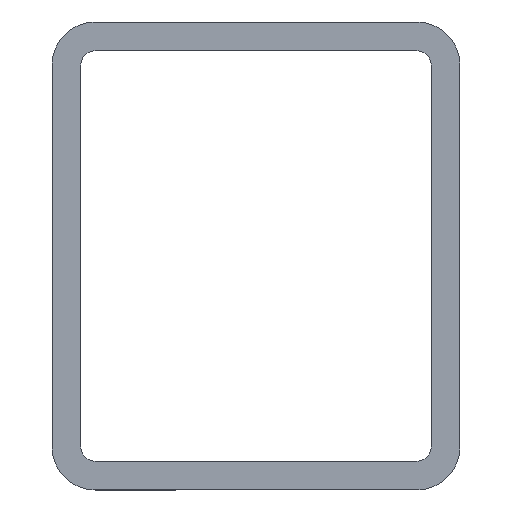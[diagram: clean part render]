
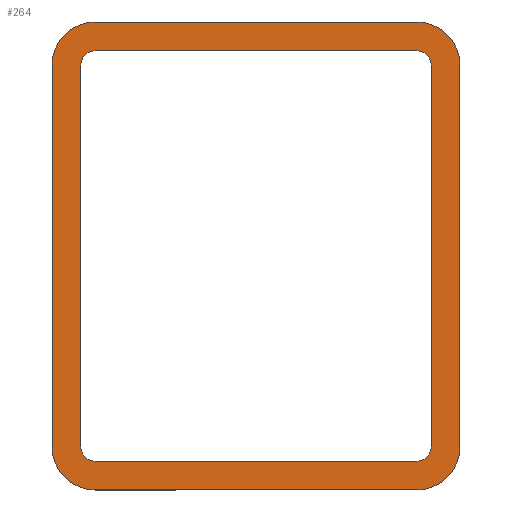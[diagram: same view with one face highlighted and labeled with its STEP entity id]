
A CAD part, top view. The second image highlights one B-rep face of the part: STEP entity #264.
In plain terms, the highlighted planar face has unit normal (0, 0, 1).
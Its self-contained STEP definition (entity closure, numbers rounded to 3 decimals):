
#1 = EDGE_CURVE ( 'NONE', #546, #555, #67, .T. ) ;
#4 = ORIENTED_EDGE ( 'NONE', *, *, #625, .F. ) ;
#8 = VECTOR ( 'NONE', #71, 1000. ) ;
#12 = VECTOR ( 'NONE', #637, 1000. ) ;
#16 = VERTEX_POINT ( 'NONE', #63 ) ;
#20 = VECTOR ( 'NONE', #140, 1000. ) ;
#25 = ORIENTED_EDGE ( 'NONE', *, *, #1, .F. ) ;
#28 = EDGE_CURVE ( 'NONE', #62, #58, #587, .T. ) ;
#31 = CARTESIAN_POINT ( 'NONE',  ( -67., 245., 2. ) ) ;
#32 = CARTESIAN_POINT ( 'NONE',  ( 73., 68., 2. ) ) ;
#37 = AXIS2_PLACEMENT_3D ( 'NONE', #135, #227, #524 ) ;
#40 = FACE_BOUND ( 'NONE', #200, .T. ) ;
#42 = VECTOR ( 'NONE', #112, 1000. ) ;
#43 = ORIENTED_EDGE ( 'NONE', *, *, #28, .F. ) ;
#44 = CARTESIAN_POINT ( 'NONE',  ( -67., 50., 2. ) ) ;
#48 = VECTOR ( 'NONE', #183, 1000. ) ;
#49 = DIRECTION ( 'NONE',  ( 0., 0., 1. ) ) ;
#54 = DIRECTION ( 'NONE',  ( 0., 1., 0. ) ) ;
#58 = VERTEX_POINT ( 'NONE', #129 ) ;
#62 = VERTEX_POINT ( 'NONE', #238 ) ;
#63 = CARTESIAN_POINT ( 'NONE',  ( 67., 233., 2. ) ) ;
#67 = LINE ( 'NONE', #562, #283 ) ;
#68 = VERTEX_POINT ( 'NONE', #31 ) ;
#71 = DIRECTION ( 'NONE',  ( -1., 0., 0. ) ) ;
#74 = LINE ( 'NONE', #44, #20 ) ;
#75 = EDGE_CURVE ( 'NONE', #16, #429, #620, .T. ) ;
#93 = CARTESIAN_POINT ( 'NONE',  ( 67., 227., 2. ) ) ;
#99 = EDGE_CURVE ( 'NONE', #429, #144, #292, .T. ) ;
#105 = CARTESIAN_POINT ( 'NONE',  ( -67., 227., 2. ) ) ;
#106 = AXIS2_PLACEMENT_3D ( 'NONE', #344, #640, #146 ) ;
#112 = DIRECTION ( 'NONE',  ( 0., -1., 0. ) ) ;
#115 = LINE ( 'NONE', #592, #141 ) ;
#117 = VERTEX_POINT ( 'NONE', #599 ) ;
#118 = ORIENTED_EDGE ( 'NONE', *, *, #537, .F. ) ;
#119 = DIRECTION ( 'NONE',  ( 0., 0., 1. ) ) ;
#121 = EDGE_CURVE ( 'NONE', #368, #164, #233, .T. ) ;
#122 = CIRCLE ( 'NONE', #578, 6. ) ;
#123 = DIRECTION ( 'NONE',  ( -1., 0., 0. ) ) ;
#129 = CARTESIAN_POINT ( 'NONE',  ( 67., 62., 2. ) ) ;
#135 = CARTESIAN_POINT ( 'NONE',  ( 67., 68., 2. ) ) ;
#140 = DIRECTION ( 'NONE',  ( 1., 0., 0. ) ) ;
#141 = VECTOR ( 'NONE', #506, 1000. ) ;
#144 = VERTEX_POINT ( 'NONE', #155 ) ;
#146 = DIRECTION ( 'NONE',  ( 1., 0., 0. ) ) ;
#148 = LINE ( 'NONE', #618, #8 ) ;
#154 = DIRECTION ( 'NONE',  ( -1., 0., 0. ) ) ;
#155 = CARTESIAN_POINT ( 'NONE',  ( -73., 227., 2. ) ) ;
#164 = VERTEX_POINT ( 'NONE', #459 ) ;
#166 = EDGE_CURVE ( 'NONE', #447, #518, #325, .T. ) ;
#176 = AXIS2_PLACEMENT_3D ( 'NONE', #482, #190, #534 ) ;
#183 = DIRECTION ( 'NONE',  ( 1., 0., 0. ) ) ;
#184 = CARTESIAN_POINT ( 'NONE',  ( -85., 227., 2. ) ) ;
#190 = DIRECTION ( 'NONE',  ( 0., 0., 1. ) ) ;
#197 = EDGE_CURVE ( 'NONE', #68, #469, #255, .T. ) ;
#199 = ORIENTED_EDGE ( 'NONE', *, *, #99, .F. ) ;
#200 = EDGE_LOOP ( 'NONE', ( #4, #293, #199, #611, #118, #25, #502, #43 ) ) ;
#203 = PLANE ( 'NONE',  #235 ) ;
#215 = AXIS2_PLACEMENT_3D ( 'NONE', #316, #119, #455 ) ;
#227 = DIRECTION ( 'NONE',  ( 0., 0., 1. ) ) ;
#229 = CARTESIAN_POINT ( 'NONE',  ( 67., 245., 2. ) ) ;
#233 = CIRCLE ( 'NONE', #215, 18. ) ;
#234 = EDGE_LOOP ( 'NONE', ( #497, #457, #270, #589, #319, #401, #576, #431 ) ) ;
#235 = AXIS2_PLACEMENT_3D ( 'NONE', #405, #249, #551 ) ;
#238 = CARTESIAN_POINT ( 'NONE',  ( -67., 62., 2. ) ) ;
#244 = CARTESIAN_POINT ( 'NONE',  ( -85., 227., 2. ) ) ;
#249 = DIRECTION ( 'NONE',  ( 0., 0., -1. ) ) ;
#251 = CARTESIAN_POINT ( 'NONE',  ( 85., 68., 2. ) ) ;
#255 = CIRCLE ( 'NONE', #176, 18. ) ;
#264 = ADVANCED_FACE ( 'NONE', ( #476, #40 ), #203, .F. ) ;
#270 = ORIENTED_EDGE ( 'NONE', *, *, #585, .T. ) ;
#273 = DIRECTION ( 'NONE',  ( 0., 1., 0. ) ) ;
#283 = VECTOR ( 'NONE', #273, 1000. ) ;
#288 = DIRECTION ( 'NONE',  ( 1., 0., 0. ) ) ;
#292 = CIRCLE ( 'NONE', #549, 6. ) ;
#293 = ORIENTED_EDGE ( 'NONE', *, *, #644, .F. ) ;
#312 = EDGE_CURVE ( 'NONE', #58, #546, #122, .T. ) ;
#316 = CARTESIAN_POINT ( 'NONE',  ( -67., 68., 2. ) ) ;
#319 = ORIENTED_EDGE ( 'NONE', *, *, #197, .T. ) ;
#324 = CIRCLE ( 'NONE', #106, 18. ) ;
#325 = CIRCLE ( 'NONE', #37, 18. ) ;
#333 = EDGE_CURVE ( 'NONE', #518, #117, #397, .T. ) ;
#344 = CARTESIAN_POINT ( 'NONE',  ( 67., 227., 2. ) ) ;
#353 = VECTOR ( 'NONE', #54, 1000. ) ;
#358 = CIRCLE ( 'NONE', #617, 6. ) ;
#368 = VERTEX_POINT ( 'NONE', #418 ) ;
#373 = CARTESIAN_POINT ( 'NONE',  ( 73., 227., 2. ) ) ;
#388 = CARTESIAN_POINT ( 'NONE',  ( -73., 68., 2. ) ) ;
#397 = LINE ( 'NONE', #251, #353 ) ;
#399 = DIRECTION ( 'NONE',  ( 0., 0., 1. ) ) ;
#401 = ORIENTED_EDGE ( 'NONE', *, *, #563, .T. ) ;
#405 = CARTESIAN_POINT ( 'NONE',  ( 67., 68., 2. ) ) ;
#418 = CARTESIAN_POINT ( 'NONE',  ( -85., 68., 2. ) ) ;
#429 = VERTEX_POINT ( 'NONE', #434 ) ;
#431 = ORIENTED_EDGE ( 'NONE', *, *, #610, .T. ) ;
#434 = CARTESIAN_POINT ( 'NONE',  ( -67., 233., 2. ) ) ;
#447 = VERTEX_POINT ( 'NONE', #639 ) ;
#455 = DIRECTION ( 'NONE',  ( -1., 0., 0. ) ) ;
#457 = ORIENTED_EDGE ( 'NONE', *, *, #333, .T. ) ;
#459 = CARTESIAN_POINT ( 'NONE',  ( -67., 50., 2. ) ) ;
#468 = CARTESIAN_POINT ( 'NONE',  ( -67., 62., 2. ) ) ;
#469 = VERTEX_POINT ( 'NONE', #244 ) ;
#476 = FACE_OUTER_BOUND ( 'NONE', #234, .T. ) ;
#477 = EDGE_CURVE ( 'NONE', #574, #68, #148, .T. ) ;
#482 = CARTESIAN_POINT ( 'NONE',  ( -67., 227., 2. ) ) ;
#491 = CARTESIAN_POINT ( 'NONE',  ( 67., 68., 2. ) ) ;
#497 = ORIENTED_EDGE ( 'NONE', *, *, #166, .T. ) ;
#502 = ORIENTED_EDGE ( 'NONE', *, *, #312, .F. ) ;
#506 = DIRECTION ( 'NONE',  ( 0., -1., 0. ) ) ;
#510 = DIRECTION ( 'NONE',  ( 0., 0., 1. ) ) ;
#514 = CARTESIAN_POINT ( 'NONE',  ( 85., 68., 2. ) ) ;
#516 = CIRCLE ( 'NONE', #596, 6. ) ;
#518 = VERTEX_POINT ( 'NONE', #514 ) ;
#522 = DIRECTION ( 'NONE',  ( 0., 0., 1. ) ) ;
#524 = DIRECTION ( 'NONE',  ( -1., 0., 0. ) ) ;
#534 = DIRECTION ( 'NONE',  ( 1., 0., 0. ) ) ;
#537 = EDGE_CURVE ( 'NONE', #555, #16, #358, .T. ) ;
#546 = VERTEX_POINT ( 'NONE', #32 ) ;
#549 = AXIS2_PLACEMENT_3D ( 'NONE', #105, #399, #651 ) ;
#550 = CARTESIAN_POINT ( 'NONE',  ( -67., 68., 2. ) ) ;
#551 = DIRECTION ( 'NONE',  ( -1., 0., 0. ) ) ;
#555 = VERTEX_POINT ( 'NONE', #373 ) ;
#562 = CARTESIAN_POINT ( 'NONE',  ( 73., 68., 2. ) ) ;
#563 = EDGE_CURVE ( 'NONE', #469, #368, #568, .T. ) ;
#568 = LINE ( 'NONE', #184, #42 ) ;
#574 = VERTEX_POINT ( 'NONE', #229 ) ;
#576 = ORIENTED_EDGE ( 'NONE', *, *, #121, .T. ) ;
#578 = AXIS2_PLACEMENT_3D ( 'NONE', #491, #49, #154 ) ;
#585 = EDGE_CURVE ( 'NONE', #117, #574, #324, .T. ) ;
#587 = LINE ( 'NONE', #468, #48 ) ;
#588 = CARTESIAN_POINT ( 'NONE',  ( 67., 233., 2. ) ) ;
#589 = ORIENTED_EDGE ( 'NONE', *, *, #477, .T. ) ;
#592 = CARTESIAN_POINT ( 'NONE',  ( -73., 227., 2. ) ) ;
#596 = AXIS2_PLACEMENT_3D ( 'NONE', #550, #510, #123 ) ;
#599 = CARTESIAN_POINT ( 'NONE',  ( 85., 227., 2. ) ) ;
#610 = EDGE_CURVE ( 'NONE', #164, #447, #74, .T. ) ;
#611 = ORIENTED_EDGE ( 'NONE', *, *, #75, .F. ) ;
#617 = AXIS2_PLACEMENT_3D ( 'NONE', #93, #522, #288 ) ;
#618 = CARTESIAN_POINT ( 'NONE',  ( 67., 245., 2. ) ) ;
#620 = LINE ( 'NONE', #588, #12 ) ;
#624 = VERTEX_POINT ( 'NONE', #388 ) ;
#625 = EDGE_CURVE ( 'NONE', #624, #62, #516, .T. ) ;
#637 = DIRECTION ( 'NONE',  ( -1., 0., 0. ) ) ;
#639 = CARTESIAN_POINT ( 'NONE',  ( 67., 50., 2. ) ) ;
#640 = DIRECTION ( 'NONE',  ( 0., 0., 1. ) ) ;
#644 = EDGE_CURVE ( 'NONE', #144, #624, #115, .T. ) ;
#651 = DIRECTION ( 'NONE',  ( 1., 0., 0. ) ) ;
